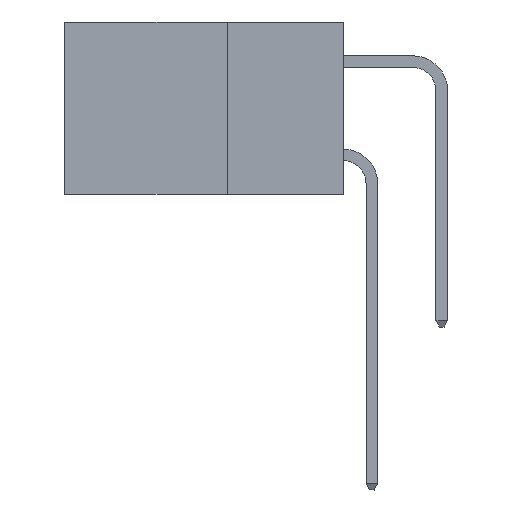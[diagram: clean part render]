
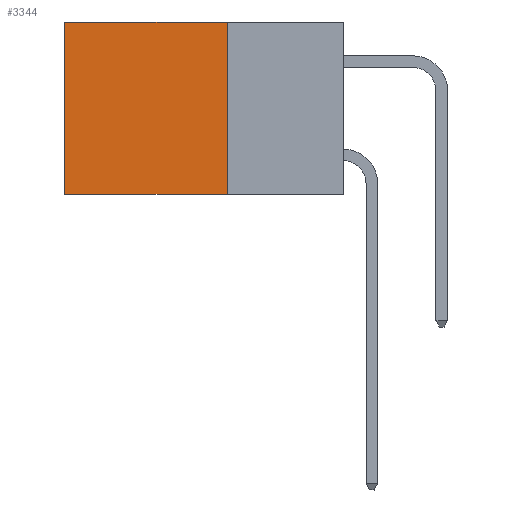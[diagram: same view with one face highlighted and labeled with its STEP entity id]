
A CAD part, left-side view. The second image highlights one B-rep face of the part: STEP entity #3344.
In plain terms, the highlighted planar face has unit normal (-1, 0, 0).
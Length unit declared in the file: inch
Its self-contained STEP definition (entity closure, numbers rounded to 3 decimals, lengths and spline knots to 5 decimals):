
#682 = VECTOR ( 'NONE', #22246, 39.37008 ) ;
#1888 = ORIENTED_EDGE ( 'NONE', *, *, #10280, .F. ) ;
#1978 = LINE ( 'NONE', #26122, #8273 ) ;
#2669 = CARTESIAN_POINT ( 'NONE',  ( 0.298, 0.6, -0.37 ) ) ;
#3344 = ADVANCED_FACE ( 'NONE', ( #12601 ), #13640, .F. ) ;
#3728 = EDGE_CURVE ( 'NONE', #21328, #25675, #15870, .T. ) ;
#4078 = LINE ( 'NONE', #18056, #7714 ) ;
#4697 = ORIENTED_EDGE ( 'NONE', *, *, #17965, .T. ) ;
#5257 = DIRECTION ( 'NONE',  ( 0., 0., -1. ) ) ;
#7027 = ORIENTED_EDGE ( 'NONE', *, *, #3728, .T. ) ;
#7714 = VECTOR ( 'NONE', #5257, 39.37008 ) ;
#8273 = VECTOR ( 'NONE', #19847, 39.37008 ) ;
#9182 = VERTEX_POINT ( 'NONE', #14623 ) ;
#10280 = EDGE_CURVE ( 'NONE', #9182, #25675, #24713, .T. ) ;
#11115 = VERTEX_POINT ( 'NONE', #11610 ) ;
#11610 = CARTESIAN_POINT ( 'NONE',  ( 0.298, 0.25, 0. ) ) ;
#11638 = CARTESIAN_POINT ( 'NONE',  ( 0.298, 0.25, -0.37 ) ) ;
#12601 = FACE_OUTER_BOUND ( 'NONE', #17646, .T. ) ;
#13459 = DIRECTION ( 'NONE',  ( 1., 0., 0. ) ) ;
#13548 = VECTOR ( 'NONE', #13684, 39.37008 ) ;
#13640 = PLANE ( 'NONE',  #16924 ) ;
#13684 = DIRECTION ( 'NONE',  ( 0., 1., 0. ) ) ;
#14623 = CARTESIAN_POINT ( 'NONE',  ( 0.298, 0.25, -0.37 ) ) ;
#15870 = LINE ( 'NONE', #26822, #682 ) ;
#16000 = ORIENTED_EDGE ( 'NONE', *, *, #24344, .F. ) ;
#16924 = AXIS2_PLACEMENT_3D ( 'NONE', #26045, #13459, #19952 ) ;
#17646 = EDGE_LOOP ( 'NONE', ( #7027, #1888, #16000, #4697 ) ) ;
#17965 = EDGE_CURVE ( 'NONE', #11115, #21328, #1978, .T. ) ;
#18056 = CARTESIAN_POINT ( 'NONE',  ( 0.298, 0.25, 0. ) ) ;
#19847 = DIRECTION ( 'NONE',  ( 0., 1., 0. ) ) ;
#19952 = DIRECTION ( 'NONE',  ( 0., 0., -1. ) ) ;
#20448 = CARTESIAN_POINT ( 'NONE',  ( 0.298, 0.6, 0. ) ) ;
#21328 = VERTEX_POINT ( 'NONE', #20448 ) ;
#22246 = DIRECTION ( 'NONE',  ( 0., 0., -1. ) ) ;
#24344 = EDGE_CURVE ( 'NONE', #11115, #9182, #4078, .T. ) ;
#24713 = LINE ( 'NONE', #11638, #13548 ) ;
#25675 = VERTEX_POINT ( 'NONE', #2669 ) ;
#26045 = CARTESIAN_POINT ( 'NONE',  ( 0.298, 0.25, 0. ) ) ;
#26122 = CARTESIAN_POINT ( 'NONE',  ( 0.298, 0.25, 0. ) ) ;
#26822 = CARTESIAN_POINT ( 'NONE',  ( 0.298, 0.6, 0. ) ) ;
